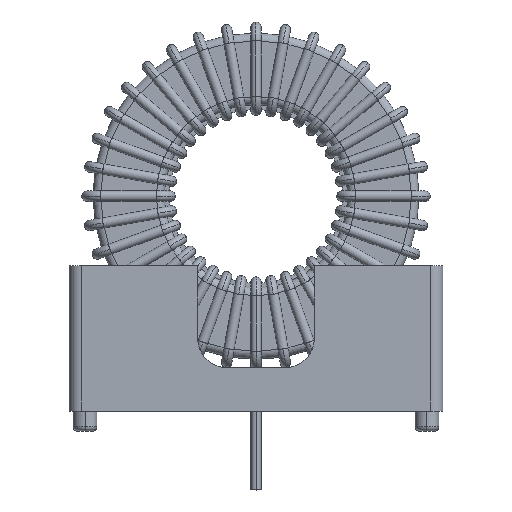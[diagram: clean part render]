
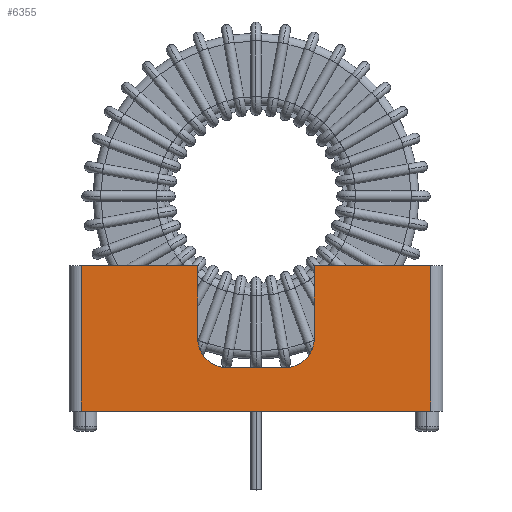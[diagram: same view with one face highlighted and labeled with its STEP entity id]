
A CAD part, top view. The second image highlights one B-rep face of the part: STEP entity #6355.
In plain terms, the highlighted planar face has unit normal (0, 0, 1).
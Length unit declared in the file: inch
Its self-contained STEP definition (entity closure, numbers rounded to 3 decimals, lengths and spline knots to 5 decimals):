
#521 = LINE ( 'NONE', #39287, #24357 ) ;
#1040 = LINE ( 'NONE', #14262, #17580 ) ;
#1186 = AXIS2_PLACEMENT_3D ( 'NONE', #1776, #23532, #4900 ) ;
#1776 = CARTESIAN_POINT ( 'NONE',  ( -0.07417, 0.23454, 0.3 ) ) ;
#2302 = ORIENTED_EDGE ( 'NONE', *, *, #40069, .F. ) ;
#2649 = VERTEX_POINT ( 'NONE', #40068 ) ;
#3128 = LINE ( 'NONE', #9974, #24030 ) ;
#3787 = AXIS2_PLACEMENT_3D ( 'NONE', #5011, #26728, #8141 ) ;
#4599 = ORIENTED_EDGE ( 'NONE', *, *, #39448, .F. ) ;
#4801 = CARTESIAN_POINT ( 'NONE',  ( 0.445, 0.08, 0.3 ) ) ;
#4900 = DIRECTION ( 'NONE',  ( 1., 0., 0. ) ) ;
#5011 = CARTESIAN_POINT ( 'NONE',  ( -0.445, 0.08, 0.3 ) ) ;
#5077 = CARTESIAN_POINT ( 'NONE',  ( 0.14833, 0.42, 0.3 ) ) ;
#6355 = ADVANCED_FACE ( 'NONE', ( #21646 ), #29735, .F. ) ;
#6981 = DIRECTION ( 'NONE',  ( 0., 0., 1. ) ) ;
#7952 = DIRECTION ( 'NONE',  ( 0., -1., 0. ) ) ;
#7986 = VECTOR ( 'NONE', #37503, 39.37008 ) ;
#8141 = DIRECTION ( 'NONE',  ( -1., 0., 0. ) ) ;
#8737 = VECTOR ( 'NONE', #14765, 39.37008 ) ;
#9552 = EDGE_CURVE ( 'NONE', #35484, #35363, #521, .T. ) ;
#9714 = LINE ( 'NONE', #20987, #8737 ) ;
#9974 = CARTESIAN_POINT ( 'NONE',  ( -0.07417, 0.16037, 0.3 ) ) ;
#10251 = CIRCLE ( 'NONE', #1186, 0.07417 ) ;
#11214 = VERTEX_POINT ( 'NONE', #27618 ) ;
#11341 = DIRECTION ( 'NONE',  ( 1., 0., 0. ) ) ;
#13701 = CARTESIAN_POINT ( 'NONE',  ( 0.14833, 0.23454, 0.3 ) ) ;
#14262 = CARTESIAN_POINT ( 'NONE',  ( -0.445, 0.42, 0.3 ) ) ;
#14765 = DIRECTION ( 'NONE',  ( 0., -1., 0. ) ) ;
#14781 = DIRECTION ( 'NONE',  ( 1., 0., 0. ) ) ;
#15059 = ORIENTED_EDGE ( 'NONE', *, *, #23649, .F. ) ;
#15121 = VERTEX_POINT ( 'NONE', #13701 ) ;
#15158 = LINE ( 'NONE', #4801, #38940 ) ;
#16010 = VERTEX_POINT ( 'NONE', #30964 ) ;
#16728 = VERTEX_POINT ( 'NONE', #20964 ) ;
#16740 = CARTESIAN_POINT ( 'NONE',  ( 0.14833, 0.23454, 0.3 ) ) ;
#17223 = LINE ( 'NONE', #34357, #7986 ) ;
#17580 = VECTOR ( 'NONE', #14781, 39.37008 ) ;
#17680 = VECTOR ( 'NONE', #39966, 39.37008 ) ;
#18641 = LINE ( 'NONE', #33680, #17680 ) ;
#19522 = EDGE_CURVE ( 'NONE', #24608, #16010, #3128, .T. ) ;
#19874 = EDGE_LOOP ( 'NONE', ( #4599, #2302, #39370, #32058, #22978, #35882, #27721, #35659, #15059, #32381 ) ) ;
#19903 = EDGE_CURVE ( 'NONE', #37600, #11214, #18641, .T. ) ;
#20964 = CARTESIAN_POINT ( 'NONE',  ( -0.14833, 0.23454, 0.3 ) ) ;
#20987 = CARTESIAN_POINT ( 'NONE',  ( -0.14833, 0.23454, 0.3 ) ) ;
#21646 = FACE_OUTER_BOUND ( 'NONE', #19874, .T. ) ;
#22978 = ORIENTED_EDGE ( 'NONE', *, *, #19903, .T. ) ;
#23532 = DIRECTION ( 'NONE',  ( 0., 0., 1. ) ) ;
#23596 = EDGE_CURVE ( 'NONE', #15121, #34948, #38410, .T. ) ;
#23649 = EDGE_CURVE ( 'NONE', #16010, #15121, #39393, .T. ) ;
#24030 = VECTOR ( 'NONE', #25470, 39.37008 ) ;
#24357 = VECTOR ( 'NONE', #11341, 39.37008 ) ;
#24608 = VERTEX_POINT ( 'NONE', #25515 ) ;
#25470 = DIRECTION ( 'NONE',  ( 1., 0., 0. ) ) ;
#25515 = CARTESIAN_POINT ( 'NONE',  ( -0.07417, 0.16037, 0.3 ) ) ;
#25593 = CARTESIAN_POINT ( 'NONE',  ( 0.07417, 0.23454, 0.3 ) ) ;
#26098 = DIRECTION ( 'NONE',  ( 0., 1., 0. ) ) ;
#26486 = CARTESIAN_POINT ( 'NONE',  ( -0.445, 0.42, 0.3 ) ) ;
#26728 = DIRECTION ( 'NONE',  ( 0., 0., -1. ) ) ;
#27618 = CARTESIAN_POINT ( 'NONE',  ( 0.445, 0.05, 0.3 ) ) ;
#27687 = EDGE_CURVE ( 'NONE', #34948, #2649, #1040, .T. ) ;
#27721 = ORIENTED_EDGE ( 'NONE', *, *, #27687, .F. ) ;
#27732 = CARTESIAN_POINT ( 'NONE',  ( -0.445, 0.05, 0.3 ) ) ;
#28707 = DIRECTION ( 'NONE',  ( 1., 0., 0. ) ) ;
#29735 = PLANE ( 'NONE',  #3787 ) ;
#30152 = VECTOR ( 'NONE', #26098, 39.37008 ) ;
#30964 = CARTESIAN_POINT ( 'NONE',  ( 0.07417, 0.16037, 0.3 ) ) ;
#31784 = EDGE_CURVE ( 'NONE', #2649, #11214, #15158, .T. ) ;
#32058 = ORIENTED_EDGE ( 'NONE', *, *, #35226, .T. ) ;
#32193 = CARTESIAN_POINT ( 'NONE',  ( -0.14833, 0.42, 0.3 ) ) ;
#32381 = ORIENTED_EDGE ( 'NONE', *, *, #19522, .F. ) ;
#33680 = CARTESIAN_POINT ( 'NONE',  ( -0.445, 0.05, 0.3 ) ) ;
#34357 = CARTESIAN_POINT ( 'NONE',  ( -0.445, 0.08, 0.3 ) ) ;
#34948 = VERTEX_POINT ( 'NONE', #5077 ) ;
#35226 = EDGE_CURVE ( 'NONE', #35484, #37600, #17223, .T. ) ;
#35363 = VERTEX_POINT ( 'NONE', #32193 ) ;
#35484 = VERTEX_POINT ( 'NONE', #26486 ) ;
#35659 = ORIENTED_EDGE ( 'NONE', *, *, #23596, .F. ) ;
#35882 = ORIENTED_EDGE ( 'NONE', *, *, #31784, .F. ) ;
#37503 = DIRECTION ( 'NONE',  ( 0., -1., 0. ) ) ;
#37600 = VERTEX_POINT ( 'NONE', #27732 ) ;
#38410 = LINE ( 'NONE', #16740, #30152 ) ;
#38940 = VECTOR ( 'NONE', #7952, 39.37008 ) ;
#39255 = AXIS2_PLACEMENT_3D ( 'NONE', #25593, #6981, #28707 ) ;
#39287 = CARTESIAN_POINT ( 'NONE',  ( -0.445, 0.42, 0.3 ) ) ;
#39370 = ORIENTED_EDGE ( 'NONE', *, *, #9552, .F. ) ;
#39393 = CIRCLE ( 'NONE', #39255, 0.07417 ) ;
#39448 = EDGE_CURVE ( 'NONE', #16728, #24608, #10251, .T. ) ;
#39966 = DIRECTION ( 'NONE',  ( 1., 0., 0. ) ) ;
#40068 = CARTESIAN_POINT ( 'NONE',  ( 0.445, 0.42, 0.3 ) ) ;
#40069 = EDGE_CURVE ( 'NONE', #35363, #16728, #9714, .T. ) ;
